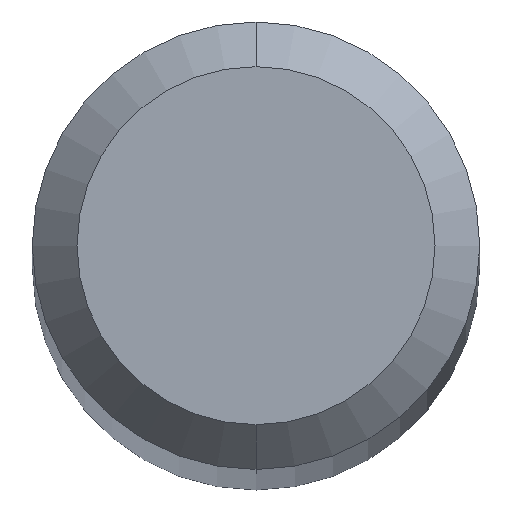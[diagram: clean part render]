
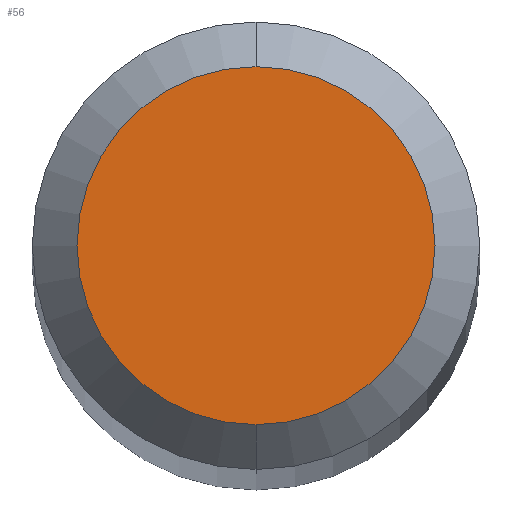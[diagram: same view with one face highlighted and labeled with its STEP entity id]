
A CAD part, top view. The second image highlights one B-rep face of the part: STEP entity #56.
In plain terms, the highlighted planar face has unit normal (0, 0, 1).
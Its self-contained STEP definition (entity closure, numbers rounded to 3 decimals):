
#12 = ORIENTED_EDGE ( 'NONE', *, *, #96, .T. ) ;
#15 = DIRECTION ( 'NONE',  ( 0., 1., 0. ) ) ;
#21 = DIRECTION ( 'NONE',  ( 0., 1., 0. ) ) ;
#31 = AXIS2_PLACEMENT_3D ( 'NONE', #126, #124, #21 ) ;
#47 = DIRECTION ( 'NONE',  ( 0., 0., 1. ) ) ;
#55 = DIRECTION ( 'NONE',  ( 0., 1., 0. ) ) ;
#56 = ADVANCED_FACE ( 'NONE', ( #180 ), #172, .F. ) ;
#57 = EDGE_LOOP ( 'NONE', ( #12, #77 ) ) ;
#63 = VERTEX_POINT ( 'NONE', #142 ) ;
#67 = AXIS2_PLACEMENT_3D ( 'NONE', #123, #198, #55 ) ;
#77 = ORIENTED_EDGE ( 'NONE', *, *, #79, .T. ) ;
#79 = EDGE_CURVE ( 'NONE', #88, #63, #175, .T. ) ;
#88 = VERTEX_POINT ( 'NONE', #205 ) ;
#96 = EDGE_CURVE ( 'NONE', #63, #88, #105, .T. ) ;
#105 = CIRCLE ( 'NONE', #112, 0.772 ) ;
#112 = AXIS2_PLACEMENT_3D ( 'NONE', #184, #47, #15 ) ;
#123 = CARTESIAN_POINT ( 'NONE',  ( 0., 0.965, 0. ) ) ;
#124 = DIRECTION ( 'NONE',  ( 0., 0., 1. ) ) ;
#126 = CARTESIAN_POINT ( 'NONE',  ( 0., 0., 0. ) ) ;
#142 = CARTESIAN_POINT ( 'NONE',  ( 0., 0.772, 0. ) ) ;
#172 = PLANE ( 'NONE',  #67 ) ;
#175 = CIRCLE ( 'NONE', #31, 0.772 ) ;
#180 = FACE_OUTER_BOUND ( 'NONE', #57, .T. ) ;
#184 = CARTESIAN_POINT ( 'NONE',  ( 0., 0., 0. ) ) ;
#198 = DIRECTION ( 'NONE',  ( 0., 0., -1. ) ) ;
#205 = CARTESIAN_POINT ( 'NONE',  ( 0., -0.772, 0. ) ) ;
